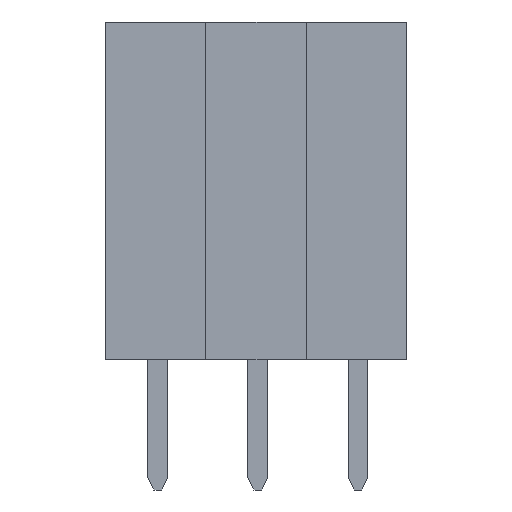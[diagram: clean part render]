
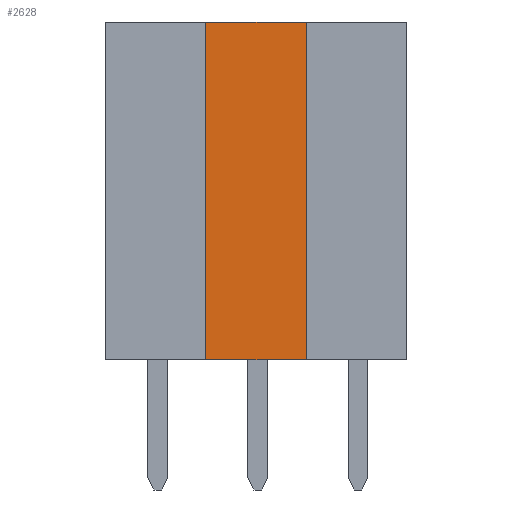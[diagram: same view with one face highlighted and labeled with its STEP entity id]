
A CAD part, front view. The second image highlights one B-rep face of the part: STEP entity #2628.
In plain terms, the highlighted planar face has unit normal (0, -1, 0).
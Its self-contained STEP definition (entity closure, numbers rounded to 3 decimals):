
#147=FACE_OUTER_BOUND('',#294,.T.);
#294=EDGE_LOOP('',(#2031,#2032,#2033,#2034));
#560=LINE('',#3981,#893);
#561=LINE('',#3983,#894);
#562=LINE('',#3985,#895);
#563=LINE('',#3986,#896);
#893=VECTOR('',#3271,10.);
#894=VECTOR('',#3272,1000.);
#895=VECTOR('',#3273,10.);
#896=VECTOR('',#3274,1000.);
#1168=VERTEX_POINT('',#3979);
#1169=VERTEX_POINT('',#3980);
#1170=VERTEX_POINT('',#3982);
#1171=VERTEX_POINT('',#3984);
#1476=EDGE_CURVE('',#1168,#1169,#560,.T.);
#1477=EDGE_CURVE('',#1169,#1170,#561,.T.);
#1478=EDGE_CURVE('',#1170,#1171,#562,.T.);
#1479=EDGE_CURVE('',#1171,#1168,#563,.T.);
#2031=ORIENTED_EDGE('',*,*,#1476,.T.);
#2032=ORIENTED_EDGE('',*,*,#1477,.T.);
#2033=ORIENTED_EDGE('',*,*,#1478,.T.);
#2034=ORIENTED_EDGE('',*,*,#1479,.T.);
#2406=PLANE('',#2801);
#2628=ADVANCED_FACE('',(#147),#2406,.T.);
#2801=AXIS2_PLACEMENT_3D('',#3978,#3269,#3270);
#3269=DIRECTION('center_axis',(0.,-1.,0.));
#3270=DIRECTION('ref_axis',(1.,0.,0.));
#3271=DIRECTION('',(0.,0.,-1.));
#3272=DIRECTION('',(1.,0.,0.));
#3273=DIRECTION('',(0.,0.,1.));
#3274=DIRECTION('',(-1.,0.,0.));
#3978=CARTESIAN_POINT('Origin',(-9.23,-1.238,4.288));
#3979=CARTESIAN_POINT('',(1.223,-1.238,8.575));
#3980=CARTESIAN_POINT('',(1.223,-1.238,0.));
#3981=CARTESIAN_POINT('',(1.223,-1.238,2.144));
#3982=CARTESIAN_POINT('',(3.763,-1.238,0.));
#3983=CARTESIAN_POINT('',(3.77,-1.238,0.));
#3984=CARTESIAN_POINT('',(3.763,-1.238,8.575));
#3985=CARTESIAN_POINT('',(3.763,-1.238,2.144));
#3986=CARTESIAN_POINT('',(3.77,-1.238,8.575));
